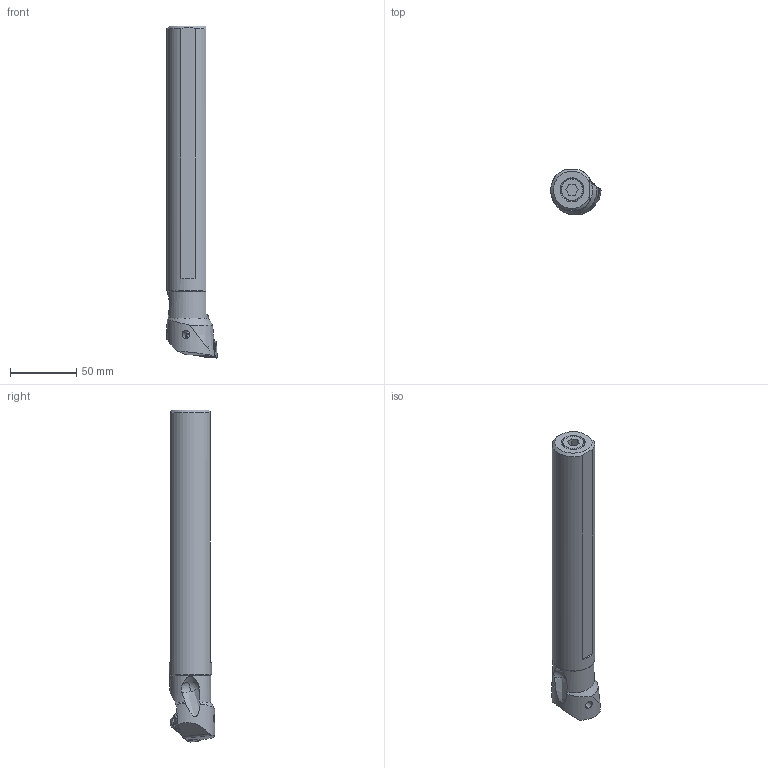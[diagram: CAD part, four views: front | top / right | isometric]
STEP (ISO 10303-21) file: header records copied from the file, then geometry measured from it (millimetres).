
FILE_DESCRIPTION(/* description */ (''),/* implementation_level */ '2;1');
FILE_NAME(/* name */ 'A32S-DCLNL12_MR0_8.stp',/* time_stamp */ '2021-11-11T11:35:08+09:00',/* author */ (''),/* organization */ (''),/* preprocessor_version */ 'ST-DEVELOPER v16',/* originating_system */ 'SIEMENS PLM Software NX 10.0',/* authorisation */ '');
FILE_SCHEMA (('AUTOMOTIVE_DESIGN { 1 0 10303 214 3 1 1 1 }'));
Length unit declared in the file: millimetre
Products named in the file (1): A32S-DCLNL12_MR0_8_ASM
Bounding box: 38 x 34.54 x 250 mm (x, y, z)
Volume: 164146.1 mm3; surface area: 36099.5 mm2
Topology: 2 solids, 2 shells, 300 faces, 864 edges, 571 vertices
Faces by surface type: cylinder 102, plane 88, bspline 56, cone 34, torus 13, sphere 6, extrusion 1
Entity records: 13366 total; most frequent: CARTESIAN_POINT 5769, ORIENTED_EDGE 1690, DIRECTION 1465, EDGE_CURVE 845, AXIS2_PLACEMENT_3D 588, VERTEX_POINT 552, EDGE_LOOP 315, ADVANCED_FACE 300
